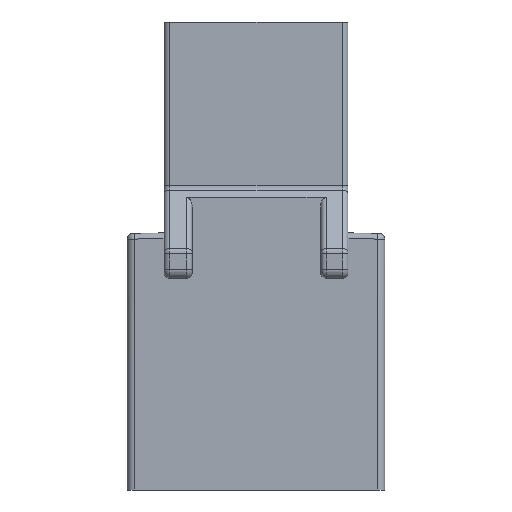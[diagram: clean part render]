
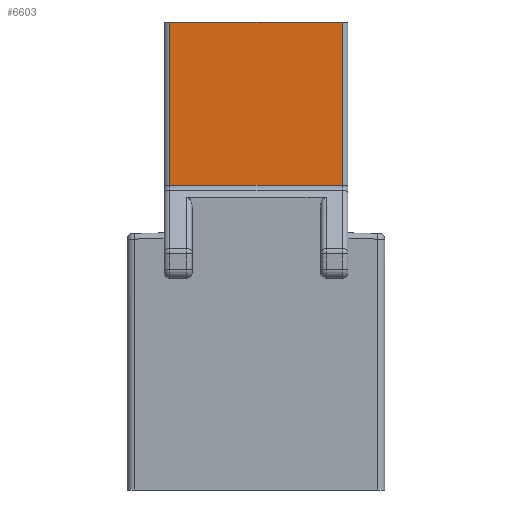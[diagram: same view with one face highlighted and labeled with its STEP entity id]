
A CAD part, left-side view. The second image highlights one B-rep face of the part: STEP entity #6603.
In plain terms, the highlighted planar face has unit normal (-1, 0, 0).
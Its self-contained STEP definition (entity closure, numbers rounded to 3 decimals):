
#366 = VECTOR ( 'NONE', #5670, 1000. ) ;
#943 = CARTESIAN_POINT ( 'NONE',  ( -2.104, 7.018, 45.67 ) ) ;
#1137 = CARTESIAN_POINT ( 'NONE',  ( -2.104, -4.682, 54.69 ) ) ;
#1668 = AXIS2_PLACEMENT_3D ( 'NONE', #943, #2695, #3285 ) ;
#1787 = EDGE_LOOP ( 'NONE', ( #5994, #5120, #2870, #7491 ) ) ;
#2119 = VECTOR ( 'NONE', #2193, 1000. ) ;
#2193 = DIRECTION ( 'NONE',  ( 0., 0., 1. ) ) ;
#2695 = DIRECTION ( 'NONE',  ( 1., 0., 0. ) ) ;
#2870 = ORIENTED_EDGE ( 'NONE', *, *, #6573, .F. ) ;
#3007 = LINE ( 'NONE', #5092, #366 ) ;
#3285 = DIRECTION ( 'NONE',  ( 0., 1., 0. ) ) ;
#3496 = VERTEX_POINT ( 'NONE', #7146 ) ;
#3577 = EDGE_CURVE ( 'NONE', #3496, #4516, #4857, .T. ) ;
#3660 = VERTEX_POINT ( 'NONE', #7272 ) ;
#3848 = CARTESIAN_POINT ( 'NONE',  ( -2.104, 7.018, 54.69 ) ) ;
#4156 = CARTESIAN_POINT ( 'NONE',  ( -2.104, 4.718, 45.824 ) ) ;
#4343 = EDGE_CURVE ( 'NONE', #7555, #3496, #3007, .T. ) ;
#4516 = VERTEX_POINT ( 'NONE', #6418 ) ;
#4623 = CARTESIAN_POINT ( 'NONE',  ( -2.104, 4.718, 45.824 ) ) ;
#4857 = LINE ( 'NONE', #1137, #2119 ) ;
#4933 = FACE_OUTER_BOUND ( 'NONE', #1787, .T. ) ;
#5092 = CARTESIAN_POINT ( 'NONE',  ( -2.104, -4.982, 45.824 ) ) ;
#5120 = ORIENTED_EDGE ( 'NONE', *, *, #3577, .T. ) ;
#5670 = DIRECTION ( 'NONE',  ( 0., -1., 0. ) ) ;
#5766 = PLANE ( 'NONE',  #1668 ) ;
#5994 = ORIENTED_EDGE ( 'NONE', *, *, #4343, .T. ) ;
#6329 = EDGE_CURVE ( 'NONE', #3660, #7555, #7456, .T. ) ;
#6418 = CARTESIAN_POINT ( 'NONE',  ( -2.104, -4.682, 54.69 ) ) ;
#6573 = EDGE_CURVE ( 'NONE', #3660, #4516, #7689, .T. ) ;
#6603 = ADVANCED_FACE ( 'NONE', ( #4933 ), #5766, .F. ) ;
#7037 = DIRECTION ( 'NONE',  ( 0., 0., -1. ) ) ;
#7146 = CARTESIAN_POINT ( 'NONE',  ( -2.104, -4.682, 45.824 ) ) ;
#7272 = CARTESIAN_POINT ( 'NONE',  ( -2.104, 4.718, 54.69 ) ) ;
#7416 = DIRECTION ( 'NONE',  ( 0., -1., 0. ) ) ;
#7437 = VECTOR ( 'NONE', #7037, 1000. ) ;
#7456 = LINE ( 'NONE', #4623, #7437 ) ;
#7491 = ORIENTED_EDGE ( 'NONE', *, *, #6329, .T. ) ;
#7528 = VECTOR ( 'NONE', #7416, 1000. ) ;
#7555 = VERTEX_POINT ( 'NONE', #4156 ) ;
#7689 = LINE ( 'NONE', #3848, #7528 ) ;
